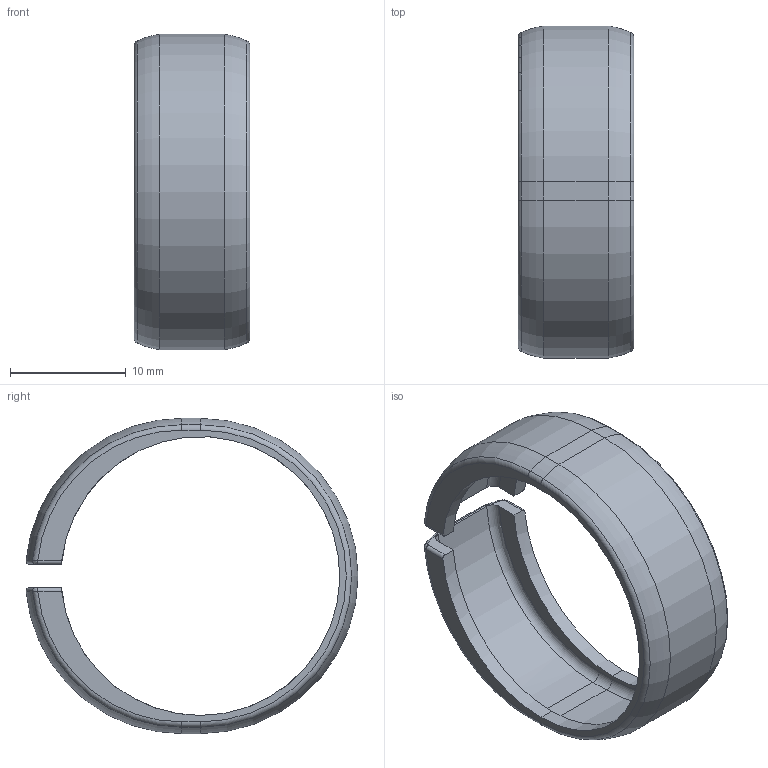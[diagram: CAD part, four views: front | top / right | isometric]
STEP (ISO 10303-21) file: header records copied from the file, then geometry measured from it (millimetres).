
FILE_DESCRIPTION(('HOOPS Exchange Step'),'2;1');
FILE_NAME('temp_export','2022-10-05T11:37:30-07:00',('mobile'),('Shapr3D Limited'),'HOOPS Exchange 2022.1','Shapr3D','Authorized');
FILE_SCHEMA( ('AP203_CONFIGURATION_CONTROLLED_3D_DESIGN_OF_MECHANICAL_PARTS_AND_ASSEMBLIES_MIM_LF') );
Length unit declared in the file: millimetre
Products named in the file (2): Ring 0.5_4.7 - Metal_Quote.STEP; root
Assembly tree (1 placements, depth 2):
  root
    Ring 0.5_4.7 - Metal_Quote.STEP
Bounding box: 10 x 28.64 x 27.2 mm (x, y, z)
Volume: 647.6 mm3; surface area: 2083.7 mm2
Topology: 1 solids, 1 shells, 65 faces, 157 edges, 95 vertices
Faces by surface type: cylinder 28, torus 18, plane 11, bspline 8
Entity records: 2603 total; most frequent: CARTESIAN_POINT 1072, DIRECTION 318, ORIENTED_EDGE 314, EDGE_CURVE 157, AXIS2_PLACEMENT_3D 133, VERTEX_POINT 95, CIRCLE 74, EDGE_LOOP 66
